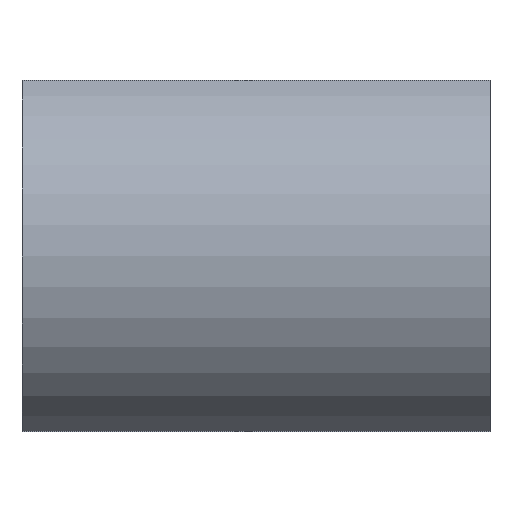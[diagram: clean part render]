
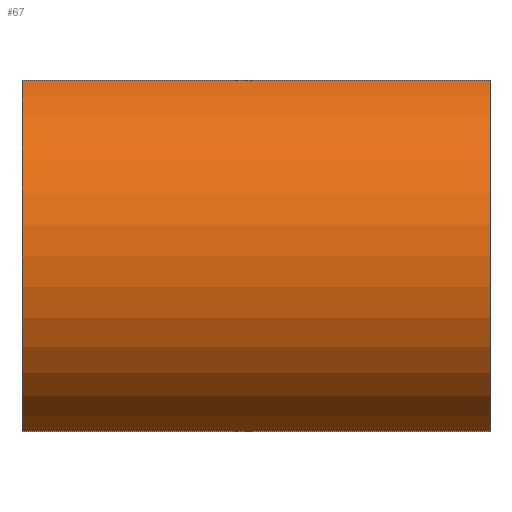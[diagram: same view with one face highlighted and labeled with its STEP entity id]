
A CAD part, left-side view. The second image highlights one B-rep face of the part: STEP entity #67.
In plain terms, the highlighted cylindrical face has radius 3.3 mm (diameter 6.6 mm), a partial arc.
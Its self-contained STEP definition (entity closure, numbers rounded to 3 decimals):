
#2 = VECTOR ( 'NONE', #34, 1000. ) ;
#5 = DIRECTION ( 'NONE',  ( 0., 0., 1. ) ) ;
#10 = EDGE_CURVE ( 'NONE', #120, #190, #196, .T. ) ;
#17 = DIRECTION ( 'NONE',  ( 0., 0., 1. ) ) ;
#31 = CARTESIAN_POINT ( 'NONE',  ( 2.98, 8., 3. ) ) ;
#34 = DIRECTION ( 'NONE',  ( 0., -1., 0. ) ) ;
#35 = CARTESIAN_POINT ( 'NONE',  ( 4.355, 0., 0. ) ) ;
#40 = EDGE_CURVE ( 'NONE', #90, #71, #43, .T. ) ;
#43 = LINE ( 'NONE', #31, #91 ) ;
#51 = CARTESIAN_POINT ( 'NONE',  ( 2.98, 8., -3. ) ) ;
#56 = CARTESIAN_POINT ( 'NONE',  ( 2.98, 0., -3. ) ) ;
#63 = AXIS2_PLACEMENT_3D ( 'NONE', #131, #155, #202 ) ;
#67 = ADVANCED_FACE ( 'NONE', ( #130 ), #121, .T. ) ;
#71 = VERTEX_POINT ( 'NONE', #114 ) ;
#77 = AXIS2_PLACEMENT_3D ( 'NONE', #110, #195, #17 ) ;
#82 = DIRECTION ( 'NONE',  ( 0., -1., 0. ) ) ;
#90 = VERTEX_POINT ( 'NONE', #136 ) ;
#91 = VECTOR ( 'NONE', #82, 1000. ) ;
#99 = EDGE_CURVE ( 'NONE', #190, #71, #177, .T. ) ;
#101 = EDGE_LOOP ( 'NONE', ( #157, #203, #133, #138 ) ) ;
#107 = AXIS2_PLACEMENT_3D ( 'NONE', #35, #111, #5 ) ;
#110 = CARTESIAN_POINT ( 'NONE',  ( 4.355, 8., 0. ) ) ;
#111 = DIRECTION ( 'NONE',  ( 0., 1., 0. ) ) ;
#114 = CARTESIAN_POINT ( 'NONE',  ( 2.98, 0., 3. ) ) ;
#120 = VERTEX_POINT ( 'NONE', #51 ) ;
#121 = CYLINDRICAL_SURFACE ( 'NONE', #63, 3.3 ) ;
#130 = FACE_OUTER_BOUND ( 'NONE', #101, .T. ) ;
#131 = CARTESIAN_POINT ( 'NONE',  ( 4.355, 8., 0. ) ) ;
#132 = EDGE_CURVE ( 'NONE', #120, #90, #200, .T. ) ;
#133 = ORIENTED_EDGE ( 'NONE', *, *, #132, .F. ) ;
#136 = CARTESIAN_POINT ( 'NONE',  ( 2.98, 8., 3. ) ) ;
#138 = ORIENTED_EDGE ( 'NONE', *, *, #10, .T. ) ;
#140 = CARTESIAN_POINT ( 'NONE',  ( 2.98, 8., -3. ) ) ;
#155 = DIRECTION ( 'NONE',  ( 0., -1., 0. ) ) ;
#157 = ORIENTED_EDGE ( 'NONE', *, *, #99, .T. ) ;
#177 = CIRCLE ( 'NONE', #107, 3.3 ) ;
#190 = VERTEX_POINT ( 'NONE', #56 ) ;
#195 = DIRECTION ( 'NONE',  ( 0., 1., 0. ) ) ;
#196 = LINE ( 'NONE', #140, #2 ) ;
#200 = CIRCLE ( 'NONE', #77, 3.3 ) ;
#202 = DIRECTION ( 'NONE',  ( 0., 0., -1. ) ) ;
#203 = ORIENTED_EDGE ( 'NONE', *, *, #40, .F. ) ;
